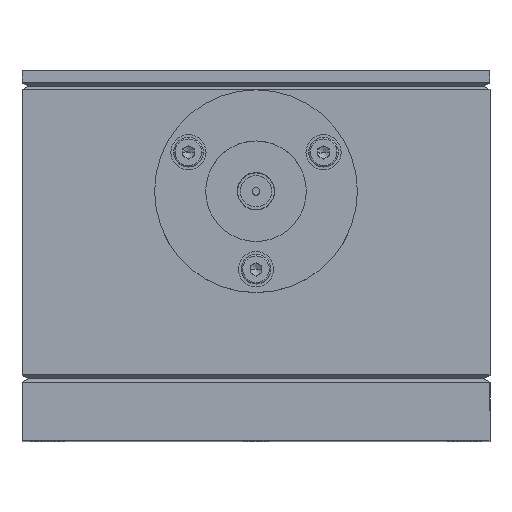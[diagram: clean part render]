
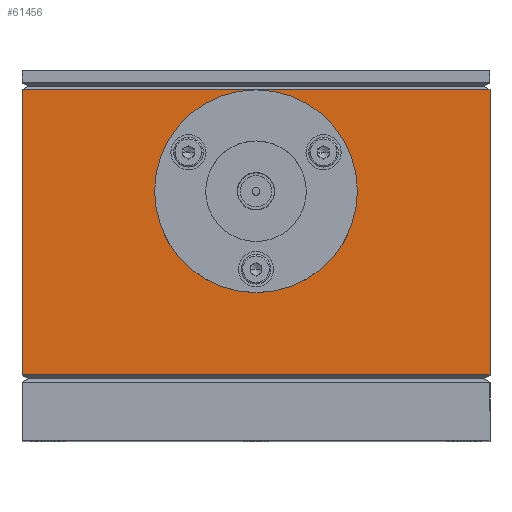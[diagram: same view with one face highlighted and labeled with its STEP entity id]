
A CAD part, top view. The second image highlights one B-rep face of the part: STEP entity #61456.
In plain terms, the highlighted planar face has unit normal (0, 0, 1).
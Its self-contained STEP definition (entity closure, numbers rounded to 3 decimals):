
#191 = AXIS2_PLACEMENT_3D ( 'NONE', #63623, #68917, #74978 ) ;
#201 = AXIS2_PLACEMENT_3D ( 'NONE', #5233, #64622, #41202 ) ;
#1252 = ORIENTED_EDGE ( 'NONE', *, *, #41500, .T. ) ;
#2153 = EDGE_LOOP ( 'NONE', ( #24648, #48733 ) ) ;
#3110 = EDGE_CURVE ( 'NONE', #58722, #59673, #44758, .T. ) ;
#3699 = LINE ( 'NONE', #38455, #35910 ) ;
#4367 = EDGE_CURVE ( 'NONE', #17207, #48956, #4596, .T. ) ;
#4561 = FACE_BOUND ( 'NONE', #66085, .T. ) ;
#4596 = CIRCLE ( 'NONE', #58549, 0.8 ) ;
#4791 = AXIS2_PLACEMENT_3D ( 'NONE', #14350, #68657, #52126 ) ;
#5233 = CARTESIAN_POINT ( 'NONE',  ( 8.66, 29., 25. ) ) ;
#5317 = DIRECTION ( 'NONE',  ( 0., 0., 1. ) ) ;
#6446 = FACE_BOUND ( 'NONE', #2153, .T. ) ;
#6512 = EDGE_CURVE ( 'NONE', #27428, #60282, #3699, .T. ) ;
#7383 = CARTESIAN_POINT ( 'NONE',  ( 2.4, 24., 25. ) ) ;
#8205 = EDGE_LOOP ( 'NONE', ( #63101, #73619 ) ) ;
#10524 = CARTESIAN_POINT ( 'NONE',  ( 0., 14., 25. ) ) ;
#10609 = CARTESIAN_POINT ( 'NONE',  ( 30., 0.462, 25. ) ) ;
#11325 = ORIENTED_EDGE ( 'NONE', *, *, #50170, .F. ) ;
#11340 = EDGE_LOOP ( 'NONE', ( #11325, #46039 ) ) ;
#12787 = VERTEX_POINT ( 'NONE', #31403 ) ;
#13077 = FACE_BOUND ( 'NONE', #8205, .T. ) ;
#13314 = EDGE_CURVE ( 'NONE', #20659, #59269, #16632, .T. ) ;
#14350 = CARTESIAN_POINT ( 'NONE',  ( 8.66, 29., 25. ) ) ;
#15438 = VERTEX_POINT ( 'NONE', #48323 ) ;
#15481 = CARTESIAN_POINT ( 'NONE',  ( 0., 24., 25. ) ) ;
#16632 = CIRCLE ( 'NONE', #41954, 0.8 ) ;
#16820 = DIRECTION ( 'NONE',  ( 0., 0., 1. ) ) ;
#17207 = VERTEX_POINT ( 'NONE', #29340 ) ;
#18859 = AXIS2_PLACEMENT_3D ( 'NONE', #59322, #29239, #71432 ) ;
#20419 = CARTESIAN_POINT ( 'NONE',  ( -30., 37.038, 25. ) ) ;
#20631 = PLANE ( 'NONE',  #191 ) ;
#20659 = VERTEX_POINT ( 'NONE', #43589 ) ;
#21007 = VECTOR ( 'NONE', #76148, 1000. ) ;
#22138 = VECTOR ( 'NONE', #29673, 1000. ) ;
#24629 = ORIENTED_EDGE ( 'NONE', *, *, #65440, .F. ) ;
#24648 = ORIENTED_EDGE ( 'NONE', *, *, #3110, .F. ) ;
#26816 = EDGE_CURVE ( 'NONE', #38157, #15438, #75936, .T. ) ;
#27428 = VERTEX_POINT ( 'NONE', #52604 ) ;
#29239 = DIRECTION ( 'NONE',  ( 0., 0., 1. ) ) ;
#29340 = CARTESIAN_POINT ( 'NONE',  ( 0.8, 14., 25. ) ) ;
#29673 = DIRECTION ( 'NONE',  ( 0., -1., 0. ) ) ;
#30315 = DIRECTION ( 'NONE',  ( 1., 0., 0. ) ) ;
#31250 = EDGE_CURVE ( 'NONE', #15438, #60282, #49020, .T. ) ;
#31403 = CARTESIAN_POINT ( 'NONE',  ( 7.86, 29., 25. ) ) ;
#31583 = DIRECTION ( 'NONE',  ( 1., 0., 0. ) ) ;
#32193 = ORIENTED_EDGE ( 'NONE', *, *, #4367, .F. ) ;
#33964 = CIRCLE ( 'NONE', #201, 0.8 ) ;
#35629 = DIRECTION ( 'NONE',  ( 1., 0., 0. ) ) ;
#35910 = VECTOR ( 'NONE', #56868, 1000. ) ;
#37126 = LINE ( 'NONE', #64547, #21007 ) ;
#37511 = EDGE_CURVE ( 'NONE', #12787, #74811, #33964, .T. ) ;
#37987 = CARTESIAN_POINT ( 'NONE',  ( -7.86, 29., 25. ) ) ;
#38157 = VERTEX_POINT ( 'NONE', #20419 ) ;
#38455 = CARTESIAN_POINT ( 'NONE',  ( 30., 37.5, 25. ) ) ;
#40783 = AXIS2_PLACEMENT_3D ( 'NONE', #42222, #48786, #30315 ) ;
#41202 = DIRECTION ( 'NONE',  ( 1., 0., 0. ) ) ;
#41500 = EDGE_CURVE ( 'NONE', #27428, #38157, #37126, .T. ) ;
#41954 = AXIS2_PLACEMENT_3D ( 'NONE', #55035, #61074, #31583 ) ;
#42115 = AXIS2_PLACEMENT_3D ( 'NONE', #15481, #45885, #51940 ) ;
#42222 = CARTESIAN_POINT ( 'NONE',  ( 0., 24., 25. ) ) ;
#43589 = CARTESIAN_POINT ( 'NONE',  ( -9.46, 29., 25. ) ) ;
#44622 = AXIS2_PLACEMENT_3D ( 'NONE', #77611, #5317, #59464 ) ;
#44758 = CIRCLE ( 'NONE', #40783, 2.4 ) ;
#44972 = ORIENTED_EDGE ( 'NONE', *, *, #6512, .F. ) ;
#45262 = CARTESIAN_POINT ( 'NONE',  ( 9.46, 29., 25. ) ) ;
#45885 = DIRECTION ( 'NONE',  ( 0., 0., 1. ) ) ;
#46039 = ORIENTED_EDGE ( 'NONE', *, *, #37511, .F. ) ;
#46292 = DIRECTION ( 'NONE',  ( 1., 0., 0. ) ) ;
#46630 = CARTESIAN_POINT ( 'NONE',  ( -30., 37.5, 25. ) ) ;
#47704 = CIRCLE ( 'NONE', #4791, 0.8 ) ;
#48179 = EDGE_CURVE ( 'NONE', #59673, #58722, #77634, .T. ) ;
#48323 = CARTESIAN_POINT ( 'NONE',  ( -30., 0.462, 25. ) ) ;
#48733 = ORIENTED_EDGE ( 'NONE', *, *, #48179, .F. ) ;
#48734 = CARTESIAN_POINT ( 'NONE',  ( -2.4, 24., 25. ) ) ;
#48786 = DIRECTION ( 'NONE',  ( 0., 0., 1. ) ) ;
#48956 = VERTEX_POINT ( 'NONE', #53679 ) ;
#49020 = LINE ( 'NONE', #63091, #58442 ) ;
#50170 = EDGE_CURVE ( 'NONE', #74811, #12787, #47704, .T. ) ;
#51940 = DIRECTION ( 'NONE',  ( 1., 0., 0. ) ) ;
#52126 = DIRECTION ( 'NONE',  ( 1., 0., 0. ) ) ;
#52604 = CARTESIAN_POINT ( 'NONE',  ( 30., 37.038, 25. ) ) ;
#53679 = CARTESIAN_POINT ( 'NONE',  ( -0.8, 14., 25. ) ) ;
#55035 = CARTESIAN_POINT ( 'NONE',  ( -8.66, 29., 25. ) ) ;
#56549 = FACE_BOUND ( 'NONE', #11340, .T. ) ;
#56868 = DIRECTION ( 'NONE',  ( 0., -1., 0. ) ) ;
#58442 = VECTOR ( 'NONE', #46292, 1000. ) ;
#58549 = AXIS2_PLACEMENT_3D ( 'NONE', #10524, #16820, #35629 ) ;
#58722 = VERTEX_POINT ( 'NONE', #7383 ) ;
#59269 = VERTEX_POINT ( 'NONE', #37987 ) ;
#59322 = CARTESIAN_POINT ( 'NONE',  ( 0., 14., 25. ) ) ;
#59464 = DIRECTION ( 'NONE',  ( 1., 0., 0. ) ) ;
#59673 = VERTEX_POINT ( 'NONE', #48734 ) ;
#60282 = VERTEX_POINT ( 'NONE', #10609 ) ;
#61074 = DIRECTION ( 'NONE',  ( 0., 0., 1. ) ) ;
#61456 = ADVANCED_FACE ( 'NONE', ( #4561, #13077, #56549, #6446, #77258 ), #20631, .F. ) ;
#62237 = ORIENTED_EDGE ( 'NONE', *, *, #26816, .T. ) ;
#63091 = CARTESIAN_POINT ( 'NONE',  ( 30., 0.462, 25. ) ) ;
#63101 = ORIENTED_EDGE ( 'NONE', *, *, #74561, .F. ) ;
#63623 = CARTESIAN_POINT ( 'NONE',  ( -30., 37.5, 25. ) ) ;
#64547 = CARTESIAN_POINT ( 'NONE',  ( -30., 37.038, 25. ) ) ;
#64622 = DIRECTION ( 'NONE',  ( 0., 0., 1. ) ) ;
#65440 = EDGE_CURVE ( 'NONE', #48956, #17207, #68176, .T. ) ;
#66085 = EDGE_LOOP ( 'NONE', ( #32193, #24629 ) ) ;
#68176 = CIRCLE ( 'NONE', #18859, 0.8 ) ;
#68657 = DIRECTION ( 'NONE',  ( 0., 0., 1. ) ) ;
#68917 = DIRECTION ( 'NONE',  ( 0., 0., -1. ) ) ;
#71432 = DIRECTION ( 'NONE',  ( 1., 0., 0. ) ) ;
#73571 = EDGE_LOOP ( 'NONE', ( #44972, #1252, #62237, #75591 ) ) ;
#73619 = ORIENTED_EDGE ( 'NONE', *, *, #13314, .F. ) ;
#74561 = EDGE_CURVE ( 'NONE', #59269, #20659, #78296, .T. ) ;
#74811 = VERTEX_POINT ( 'NONE', #45262 ) ;
#74978 = DIRECTION ( 'NONE',  ( -1., 0., 0. ) ) ;
#75591 = ORIENTED_EDGE ( 'NONE', *, *, #31250, .T. ) ;
#75936 = LINE ( 'NONE', #46630, #22138 ) ;
#76148 = DIRECTION ( 'NONE',  ( -1., 0., 0. ) ) ;
#77258 = FACE_OUTER_BOUND ( 'NONE', #73571, .T. ) ;
#77611 = CARTESIAN_POINT ( 'NONE',  ( -8.66, 29., 25. ) ) ;
#77634 = CIRCLE ( 'NONE', #42115, 2.4 ) ;
#78296 = CIRCLE ( 'NONE', #44622, 0.8 ) ;
